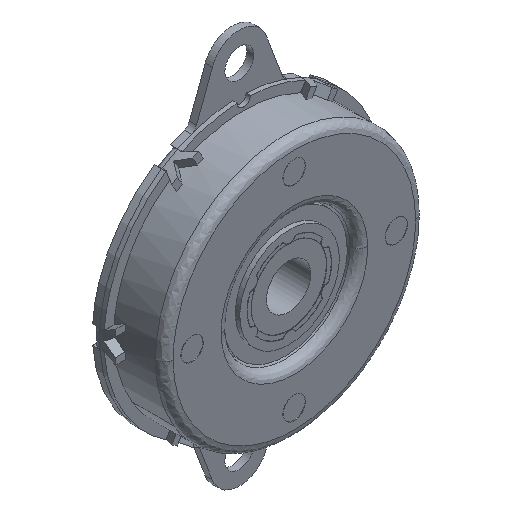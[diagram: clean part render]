
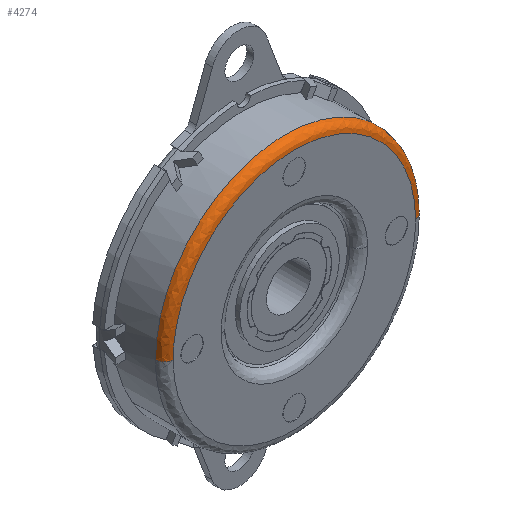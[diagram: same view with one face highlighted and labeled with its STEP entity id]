
A CAD part, isometric view. The second image highlights one B-rep face of the part: STEP entity #4274.
In plain terms, the highlighted free-form (B-spline) face has degree [2, 2] with [7, 3] control points.
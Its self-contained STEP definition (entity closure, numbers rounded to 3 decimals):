
#4075=CARTESIAN_POINT('',(0.0,-14.,27.3));
#4076=VERTEX_POINT('',#4075);
#4077=CARTESIAN_POINT('',(-27.3,-14.,0.));
#4078=VERTEX_POINT('',#4077);
#4079=CARTESIAN_POINT('',(0.0,-14.,27.3));
#4080=CARTESIAN_POINT('',(-27.3,-14.,27.3));
#4081=CARTESIAN_POINT('',(-27.3,-14.,0.));
#4089=(BOUNDED_CURVE()B_SPLINE_CURVE(2,(#4079,#4080,#4081),.UNSPECIFIED.,.F.,.U.)B_SPLINE_CURVE_WITH_KNOTS((3,3),(0.0,0.25),.UNSPECIFIED.)CURVE()GEOMETRIC_REPRESENTATION_ITEM()RATIONAL_B_SPLINE_CURVE((1.0,0.707,1.0))REPRESENTATION_ITEM(''));
#4090=EDGE_CURVE('',#4076,#4078,#4089,.T.);
#4107=CARTESIAN_POINT('',(27.3,-14.,0.));
#4108=VERTEX_POINT('',#4107);
#4122=CARTESIAN_POINT('',(27.3,-14.,0.));
#4123=CARTESIAN_POINT('',(27.3,-14.,27.3));
#4124=CARTESIAN_POINT('',(0.0,-14.,27.3));
#4132=(BOUNDED_CURVE()B_SPLINE_CURVE(2,(#4122,#4123,#4124),.UNSPECIFIED.,.F.,.U.)B_SPLINE_CURVE_WITH_KNOTS((3,3),(0.75,1.0),.UNSPECIFIED.)CURVE()GEOMETRIC_REPRESENTATION_ITEM()RATIONAL_B_SPLINE_CURVE((1.0,0.707,1.0))REPRESENTATION_ITEM(''));
#4133=EDGE_CURVE('',#4108,#4076,#4132,.T.);
#4168=CARTESIAN_POINT('',(-27.161,-13.995,-0.759));
#4169=CARTESIAN_POINT('',(-27.161,-13.995,-0.382));
#4170=CARTESIAN_POINT('',(-27.161,-13.995,27.161));
#4171=CARTESIAN_POINT('',(0.,-13.995,27.161));
#4172=CARTESIAN_POINT('',(27.161,-13.995,27.161));
#4173=CARTESIAN_POINT('',(27.161,-13.995,-0.382));
#4174=CARTESIAN_POINT('',(27.161,-13.995,-0.759));
#4175=CARTESIAN_POINT('',(-29.455,-14.155,-0.823));
#4176=CARTESIAN_POINT('',(-29.455,-14.155,-0.414));
#4177=CARTESIAN_POINT('',(-29.455,-14.155,29.455));
#4178=CARTESIAN_POINT('',(0.,-14.155,29.455));
#4179=CARTESIAN_POINT('',(29.455,-14.155,29.455));
#4180=CARTESIAN_POINT('',(29.455,-14.155,-0.414));
#4181=CARTESIAN_POINT('',(29.455,-14.155,-0.823));
#4182=CARTESIAN_POINT('',(-29.295,-11.861,-0.819));
#4183=CARTESIAN_POINT('',(-29.295,-11.861,-0.412));
#4184=CARTESIAN_POINT('',(-29.295,-11.861,29.295));
#4185=CARTESIAN_POINT('',(0.,-11.861,29.295));
#4186=CARTESIAN_POINT('',(29.295,-11.861,29.295));
#4187=CARTESIAN_POINT('',(29.295,-11.861,-0.412));
#4188=CARTESIAN_POINT('',(29.295,-11.861,-0.819));
#4196=(BOUNDED_SURFACE()B_SPLINE_SURFACE(2,2,((#4168,#4175,#4182),(#4169,#4176,#4183),(#4170,#4177,#4184),(#4171,#4178,#4185),(#4172,#4179,#4186),(#4173,#4180,#4187),(#4174,#4181,#4188)),.UNSPECIFIED.,.F.,.F.,.U.)B_SPLINE_SURFACE_WITH_KNOTS((3,1,2,1,3),(3,3),(0.0,0.971,49.509,98.046,99.017),(0.0,3.645),.UNSPECIFIED.)GEOMETRIC_REPRESENTATION_ITEM()RATIONAL_B_SPLINE_SURFACE(((0.927,0.606,0.922),(0.921,0.603,0.916),(0.648,0.424,0.644),(0.916,0.599,0.911),(0.648,0.424,0.644),(0.921,0.603,0.916),(0.927,0.606,0.922)))REPRESENTATION_ITEM('')SURFACE());
#4197=ORIENTED_EDGE('',*,*,#4090,.F.);
#4198=ORIENTED_EDGE('',*,*,#4133,.F.);
#4199=CARTESIAN_POINT('',(29.3,-12.,0.));
#4200=VERTEX_POINT('',#4199);
#4201=CARTESIAN_POINT('',(27.3,-14.,0.));
#4202=CARTESIAN_POINT('',(29.3,-14.,0.));
#4203=CARTESIAN_POINT('',(29.3,-12.,0.));
#4211=(BOUNDED_CURVE()B_SPLINE_CURVE(2,(#4201,#4202,#4203),.UNSPECIFIED.,.F.,.U.)B_SPLINE_CURVE_WITH_KNOTS((3,3),(-1.736,-0.277),.UNSPECIFIED.)CURVE()GEOMETRIC_REPRESENTATION_ITEM()RATIONAL_B_SPLINE_CURVE((0.889,0.627,0.884))REPRESENTATION_ITEM(''));
#4212=EDGE_CURVE('',#4108,#4200,#4211,.T.);
#4213=ORIENTED_EDGE('',*,*,#4212,.T.);
#4214=CARTESIAN_POINT('',(25.217,-12.,14.919));
#4215=VERTEX_POINT('',#4214);
#4216=CARTESIAN_POINT('',(25.217,-12.,14.919));
#4217=CARTESIAN_POINT('',(29.3,-12.,8.018));
#4218=CARTESIAN_POINT('',(29.3,-12.,0.));
#4226=(BOUNDED_CURVE()B_SPLINE_CURVE(2,(#4216,#4217,#4218),.UNSPECIFIED.,.F.,.U.)B_SPLINE_CURVE_WITH_KNOTS((3,3),(0.163,0.25),.UNSPECIFIED.)CURVE()GEOMETRIC_REPRESENTATION_ITEM()RATIONAL_B_SPLINE_CURVE((0.867,0.898,1.0))REPRESENTATION_ITEM(''));
#4227=EDGE_CURVE('',#4215,#4200,#4226,.T.);
#4228=ORIENTED_EDGE('',*,*,#4227,.F.);
#4229=CARTESIAN_POINT('',(0.0,-12.,29.3));
#4230=VERTEX_POINT('',#4229);
#4231=CARTESIAN_POINT('',(0.0,-12.,29.3));
#4232=CARTESIAN_POINT('',(16.709,-12.,29.3));
#4233=CARTESIAN_POINT('',(25.217,-12.,14.919));
#4241=(BOUNDED_CURVE()B_SPLINE_CURVE(2,(#4231,#4232,#4233),.UNSPECIFIED.,.F.,.U.)B_SPLINE_CURVE_WITH_KNOTS((3,3),(0.0,0.163),.UNSPECIFIED.)CURVE()GEOMETRIC_REPRESENTATION_ITEM()RATIONAL_B_SPLINE_CURVE((1.0,0.809,0.867))REPRESENTATION_ITEM(''));
#4242=EDGE_CURVE('',#4230,#4215,#4241,.T.);
#4243=ORIENTED_EDGE('',*,*,#4242,.F.);
#4244=CARTESIAN_POINT('',(-29.3,-12.,0.));
#4245=VERTEX_POINT('',#4244);
#4246=CARTESIAN_POINT('',(-29.3,-12.,0.));
#4247=CARTESIAN_POINT('',(-29.3,-12.,29.3));
#4248=CARTESIAN_POINT('',(0.0,-12.,29.3));
#4256=(BOUNDED_CURVE()B_SPLINE_CURVE(2,(#4246,#4247,#4248),.UNSPECIFIED.,.F.,.U.)B_SPLINE_CURVE_WITH_KNOTS((3,3),(0.75,1.0),.UNSPECIFIED.)CURVE()GEOMETRIC_REPRESENTATION_ITEM()RATIONAL_B_SPLINE_CURVE((1.0,0.707,1.0))REPRESENTATION_ITEM(''));
#4257=EDGE_CURVE('',#4245,#4230,#4256,.T.);
#4258=ORIENTED_EDGE('',*,*,#4257,.F.);
#4259=CARTESIAN_POINT('',(-27.3,-14.,0.));
#4260=CARTESIAN_POINT('',(-29.3,-14.,0.));
#4261=CARTESIAN_POINT('',(-29.3,-12.,0.));
#4269=(BOUNDED_CURVE()B_SPLINE_CURVE(2,(#4259,#4260,#4261),.UNSPECIFIED.,.F.,.U.)B_SPLINE_CURVE_WITH_KNOTS((3,3),(-1.736,-0.277),.UNSPECIFIED.)CURVE()GEOMETRIC_REPRESENTATION_ITEM()RATIONAL_B_SPLINE_CURVE((0.889,0.627,0.884))REPRESENTATION_ITEM(''));
#4270=EDGE_CURVE('',#4078,#4245,#4269,.T.);
#4271=ORIENTED_EDGE('',*,*,#4270,.F.);
#4272=EDGE_LOOP('',(#4197,#4198,#4213,#4228,#4243,#4258,#4271));
#4273=FACE_OUTER_BOUND('',#4272,.T.);
#4274=ADVANCED_FACE('',(#4273),#4196,.T.);
